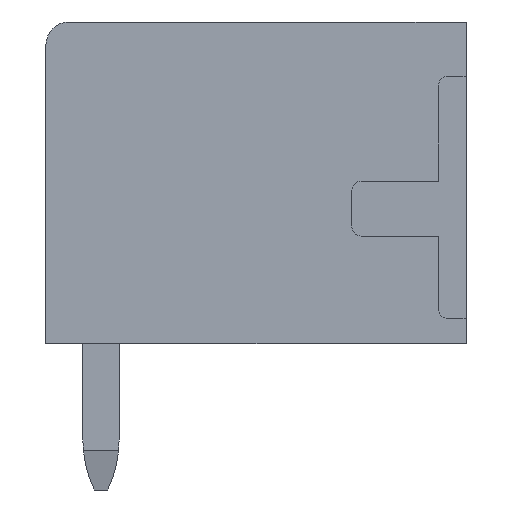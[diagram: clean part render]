
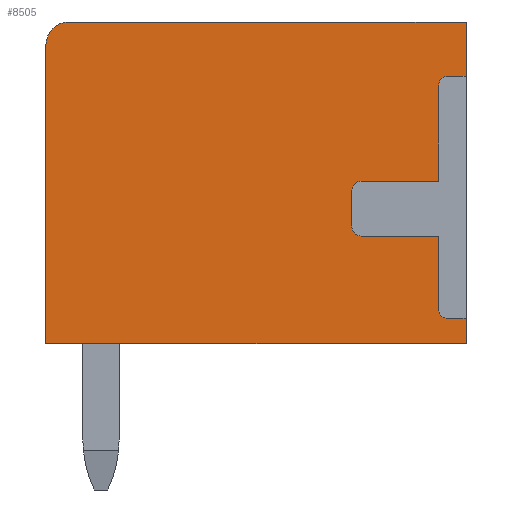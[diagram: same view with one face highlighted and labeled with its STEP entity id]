
A CAD part, left-side view. The second image highlights one B-rep face of the part: STEP entity #8505.
In plain terms, the highlighted planar face has unit normal (-1, 0, 0).
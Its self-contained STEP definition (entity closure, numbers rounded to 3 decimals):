
#8316=AXIS2_PLACEMENT_3D('Circle Axis2P3D',#8314,#8315,$) ;
#8404=AXIS2_PLACEMENT_3D('Plane Axis2P3D',#8401,#8402,#8403) ;
#8420=AXIS2_PLACEMENT_3D('Circle Axis2P3D',#8418,#8419,$) ;
#8441=AXIS2_PLACEMENT_3D('Circle Axis2P3D',#8439,#8440,$) ;
#8455=AXIS2_PLACEMENT_3D('Circle Axis2P3D',#8453,#8454,$) ;
#8476=AXIS2_PLACEMENT_3D('Circle Axis2P3D',#8474,#8475,$) ;
#388=CARTESIAN_POINT('Vertex',(0.3,0.,3.2)) ;
#391=CARTESIAN_POINT('Line Origine',(0.3,4.6,3.2)) ;
#395=CARTESIAN_POINT('Vertex',(0.3,9.2,3.2)) ;
#2675=CARTESIAN_POINT('Line Origine',(0.3,9.2,6.475)) ;
#2679=CARTESIAN_POINT('Vertex',(0.3,9.2,9.75)) ;
#3820=CARTESIAN_POINT('Vertex',(0.3,0.,3.76)) ;
#3825=CARTESIAN_POINT('Line Origine',(0.3,0.,3.48)) ;
#3869=CARTESIAN_POINT('Vertex',(0.3,0.,10.25)) ;
#3872=CARTESIAN_POINT('Line Origine',(0.3,0.,9.655)) ;
#3876=CARTESIAN_POINT('Vertex',(0.3,0.,9.06)) ;
#8314=CARTESIAN_POINT('Axis2P3D Location',(0.3,8.7,9.75)) ;
#8318=CARTESIAN_POINT('Vertex',(0.3,8.7,10.25)) ;
#8401=CARTESIAN_POINT('Axis2P3D Location',(0.3,0.,0.)) ;
#8406=CARTESIAN_POINT('Line Origine',(0.3,4.35,10.25)) ;
#8411=CARTESIAN_POINT('Line Origine',(0.3,0.2,3.76)) ;
#8415=CARTESIAN_POINT('Vertex',(0.3,0.4,3.76)) ;
#8418=CARTESIAN_POINT('Axis2P3D Location',(0.3,0.4,3.96)) ;
#8422=CARTESIAN_POINT('Vertex',(0.3,0.6,3.96)) ;
#8425=CARTESIAN_POINT('Line Origine',(0.3,0.6,4.76)) ;
#8429=CARTESIAN_POINT('Vertex',(0.3,0.6,5.56)) ;
#8432=CARTESIAN_POINT('Line Origine',(0.3,1.45,5.56)) ;
#8436=CARTESIAN_POINT('Vertex',(0.3,2.3,5.56)) ;
#8439=CARTESIAN_POINT('Axis2P3D Location',(0.3,2.3,5.76)) ;
#8443=CARTESIAN_POINT('Vertex',(0.3,2.5,5.76)) ;
#8446=CARTESIAN_POINT('Line Origine',(0.3,2.5,6.16)) ;
#8450=CARTESIAN_POINT('Vertex',(0.3,2.5,6.56)) ;
#8453=CARTESIAN_POINT('Axis2P3D Location',(0.3,2.3,6.56)) ;
#8457=CARTESIAN_POINT('Vertex',(0.3,2.3,6.76)) ;
#8460=CARTESIAN_POINT('Line Origine',(0.3,1.45,6.76)) ;
#8464=CARTESIAN_POINT('Vertex',(0.3,0.6,6.76)) ;
#8467=CARTESIAN_POINT('Line Origine',(0.3,0.6,7.81)) ;
#8471=CARTESIAN_POINT('Vertex',(0.3,0.6,8.86)) ;
#8474=CARTESIAN_POINT('Axis2P3D Location',(0.3,0.4,8.86)) ;
#8478=CARTESIAN_POINT('Vertex',(0.3,0.4,9.06)) ;
#8481=CARTESIAN_POINT('Line Origine',(0.3,0.2,9.06)) ;
#392=DIRECTION('Vector Direction',(0.,1.,0.)) ;
#2676=DIRECTION('Vector Direction',(0.,0.,1.)) ;
#3826=DIRECTION('Vector Direction',(0.,0.,-1.)) ;
#3873=DIRECTION('Vector Direction',(0.,0.,-1.)) ;
#8315=DIRECTION('Axis2P3D Direction',(-1.,0.,0.)) ;
#8402=DIRECTION('Axis2P3D Direction',(-1.,0.,0.)) ;
#8403=DIRECTION('Axis2P3D XDirection',(0.,-1.,0.)) ;
#8407=DIRECTION('Vector Direction',(0.,-1.,0.)) ;
#8412=DIRECTION('Vector Direction',(0.,1.,0.)) ;
#8419=DIRECTION('Axis2P3D Direction',(-1.,0.,0.)) ;
#8426=DIRECTION('Vector Direction',(0.,0.,1.)) ;
#8433=DIRECTION('Vector Direction',(0.,1.,0.)) ;
#8440=DIRECTION('Axis2P3D Direction',(-1.,0.,0.)) ;
#8447=DIRECTION('Vector Direction',(0.,0.,1.)) ;
#8454=DIRECTION('Axis2P3D Direction',(-1.,0.,0.)) ;
#8461=DIRECTION('Vector Direction',(0.,-1.,0.)) ;
#8468=DIRECTION('Vector Direction',(0.,0.,1.)) ;
#8475=DIRECTION('Axis2P3D Direction',(-1.,0.,0.)) ;
#8482=DIRECTION('Vector Direction',(0.,-1.,0.)) ;
#393=VECTOR('Line Direction',#392,1.) ;
#2677=VECTOR('Line Direction',#2676,1.) ;
#3827=VECTOR('Line Direction',#3826,1.) ;
#3874=VECTOR('Line Direction',#3873,1.) ;
#8408=VECTOR('Line Direction',#8407,1.) ;
#8413=VECTOR('Line Direction',#8412,1.) ;
#8427=VECTOR('Line Direction',#8426,1.) ;
#8434=VECTOR('Line Direction',#8433,1.) ;
#8448=VECTOR('Line Direction',#8447,1.) ;
#8462=VECTOR('Line Direction',#8461,1.) ;
#8469=VECTOR('Line Direction',#8468,1.) ;
#8483=VECTOR('Line Direction',#8482,1.) ;
#8487=ORIENTED_EDGE('',*,*,#3878,.T.) ;
#8488=ORIENTED_EDGE('',*,*,#8410,.T.) ;
#8489=ORIENTED_EDGE('',*,*,#8320,.T.) ;
#8490=ORIENTED_EDGE('',*,*,#2681,.T.) ;
#8491=ORIENTED_EDGE('',*,*,#397,.T.) ;
#8492=ORIENTED_EDGE('',*,*,#3829,.T.) ;
#8493=ORIENTED_EDGE('',*,*,#8417,.F.) ;
#8494=ORIENTED_EDGE('',*,*,#8424,.F.) ;
#8495=ORIENTED_EDGE('',*,*,#8431,.F.) ;
#8496=ORIENTED_EDGE('',*,*,#8438,.F.) ;
#8497=ORIENTED_EDGE('',*,*,#8445,.F.) ;
#8498=ORIENTED_EDGE('',*,*,#8452,.F.) ;
#8499=ORIENTED_EDGE('',*,*,#8459,.F.) ;
#8500=ORIENTED_EDGE('',*,*,#8466,.F.) ;
#8501=ORIENTED_EDGE('',*,*,#8473,.F.) ;
#8502=ORIENTED_EDGE('',*,*,#8480,.F.) ;
#8503=ORIENTED_EDGE('',*,*,#8485,.F.) ;
#8505=ADVANCED_FACE('HOUSING',(#8504),#8405,.T.) ;
#8317=CIRCLE('generated circle',#8316,0.5) ;
#8421=CIRCLE('generated circle',#8420,0.2) ;
#8442=CIRCLE('generated circle',#8441,0.2) ;
#8456=CIRCLE('generated circle',#8455,0.2) ;
#8477=CIRCLE('generated circle',#8476,0.2) ;
#397=EDGE_CURVE('',#396,#389,#394,.F.) ;
#2681=EDGE_CURVE('',#2680,#396,#2678,.F.) ;
#3829=EDGE_CURVE('',#389,#3821,#3828,.F.) ;
#3878=EDGE_CURVE('',#3877,#3870,#3875,.F.) ;
#8320=EDGE_CURVE('',#8319,#2680,#8317,.T.) ;
#8410=EDGE_CURVE('',#3870,#8319,#8409,.F.) ;
#8417=EDGE_CURVE('',#8416,#3821,#8414,.F.) ;
#8424=EDGE_CURVE('',#8423,#8416,#8421,.T.) ;
#8431=EDGE_CURVE('',#8430,#8423,#8428,.F.) ;
#8438=EDGE_CURVE('',#8437,#8430,#8435,.F.) ;
#8445=EDGE_CURVE('',#8444,#8437,#8442,.T.) ;
#8452=EDGE_CURVE('',#8451,#8444,#8449,.F.) ;
#8459=EDGE_CURVE('',#8458,#8451,#8456,.T.) ;
#8466=EDGE_CURVE('',#8465,#8458,#8463,.F.) ;
#8473=EDGE_CURVE('',#8472,#8465,#8470,.F.) ;
#8480=EDGE_CURVE('',#8479,#8472,#8477,.T.) ;
#8485=EDGE_CURVE('',#3877,#8479,#8484,.F.) ;
#8486=EDGE_LOOP('',(#8487,#8488,#8489,#8490,#8491,#8492,#8493,#8494,#8495,#8496,#8497,#8498,#8499,#8500,#8501,#8502,#8503)) ;
#8504=FACE_OUTER_BOUND('',#8486,.T.) ;
#394=LINE('Line',#391,#393) ;
#2678=LINE('Line',#2675,#2677) ;
#3828=LINE('Line',#3825,#3827) ;
#3875=LINE('Line',#3872,#3874) ;
#8409=LINE('Line',#8406,#8408) ;
#8414=LINE('Line',#8411,#8413) ;
#8428=LINE('Line',#8425,#8427) ;
#8435=LINE('Line',#8432,#8434) ;
#8449=LINE('Line',#8446,#8448) ;
#8463=LINE('Line',#8460,#8462) ;
#8470=LINE('Line',#8467,#8469) ;
#8484=LINE('Line',#8481,#8483) ;
#8405=PLANE('',#8404) ;
#389=VERTEX_POINT('',#388) ;
#396=VERTEX_POINT('',#395) ;
#2680=VERTEX_POINT('',#2679) ;
#3821=VERTEX_POINT('',#3820) ;
#3870=VERTEX_POINT('',#3869) ;
#3877=VERTEX_POINT('',#3876) ;
#8319=VERTEX_POINT('',#8318) ;
#8416=VERTEX_POINT('',#8415) ;
#8423=VERTEX_POINT('',#8422) ;
#8430=VERTEX_POINT('',#8429) ;
#8437=VERTEX_POINT('',#8436) ;
#8444=VERTEX_POINT('',#8443) ;
#8451=VERTEX_POINT('',#8450) ;
#8458=VERTEX_POINT('',#8457) ;
#8465=VERTEX_POINT('',#8464) ;
#8472=VERTEX_POINT('',#8471) ;
#8479=VERTEX_POINT('',#8478) ;
